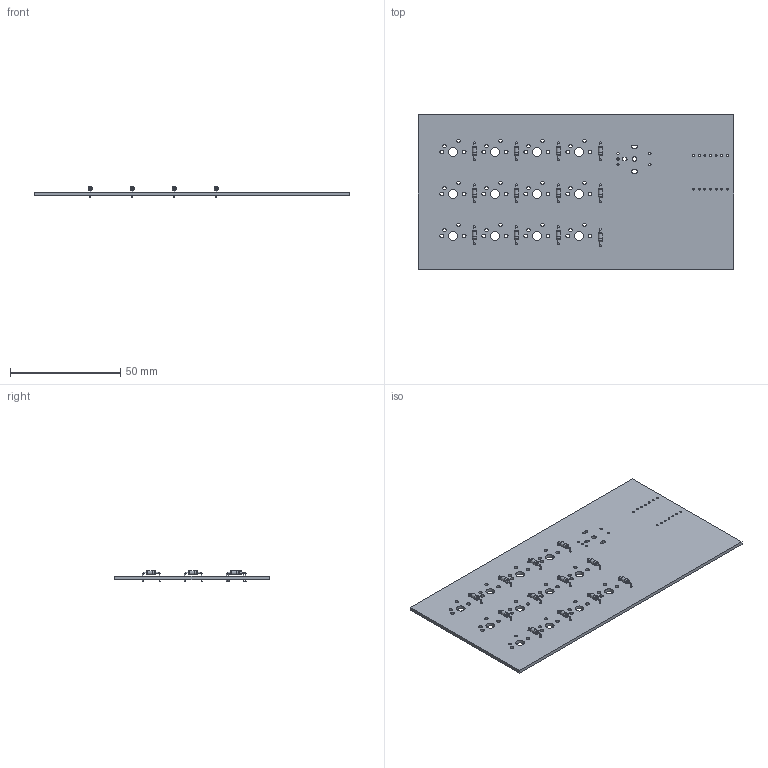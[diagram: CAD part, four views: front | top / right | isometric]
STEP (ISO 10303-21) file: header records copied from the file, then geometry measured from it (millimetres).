
FILE_DESCRIPTION(('KiCad electronic assembly'),'2;1');
FILE_NAME('PCB CAD.step','2026-02-03T17:27:06',('Pcbnew'),('Kicad'), 'Open CASCADE STEP processor 7.9','KiCad to STEP converter','Unknown' );
FILE_SCHEMA(('AUTOMOTIVE_DESIGN { 1 0 10303 214 1 1 1 1 }'));
Length unit declared in the file: millimetre
Products named in the file (3): PCB CAD 1; D_DO-35_SOD27_P7.62mm_Horizontal; PCB_PCB
Assembly tree (13 placements, depth 2):
  PCB CAD 1
    D_DO-35_SOD27_P7.62mm_Horizontal  x12
    PCB_PCB
Bounding box: 143 x 70 x 5.01 mm (x, y, z)
Volume: 14865.5 mm3; surface area: 21540.8 mm2
Topology: 25 solids, 25 shells, 314 faces, 648 edges, 408 vertices
Faces by surface type: cylinder 182, plane 84, torus 48
Full cylindrical faces by diameter (mm): 0.5 x36, 0.8 x24, 0.889 x14, 1 x5, 1.5 x24, 1.7 x24, 2 x24, 2.02 x12, 2.1 x1, 4 x12
Entity records: 5241 total; most frequent: DIRECTION 926, CARTESIAN_POINT 790, ORIENTED_EDGE 768, AXIS2_PLACEMENT_3D 390, EDGE_CURVE 384, FACE_BOUND 354, EDGE_LOOP 354, VERTEX_POINT 254
